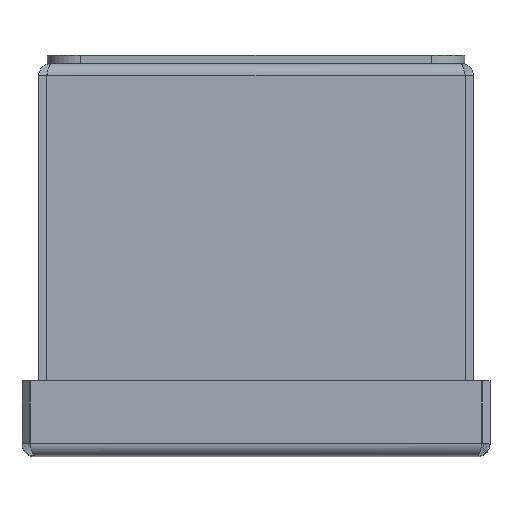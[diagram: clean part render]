
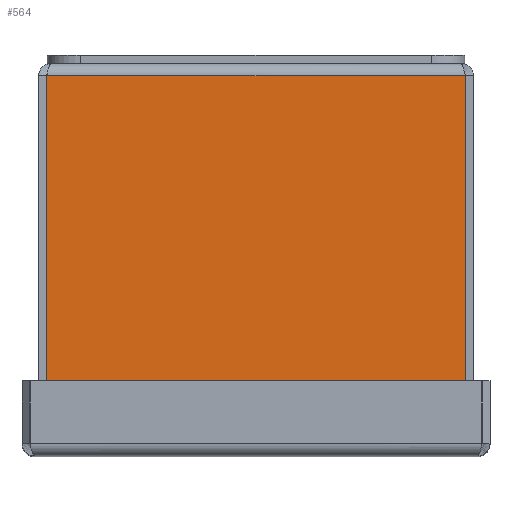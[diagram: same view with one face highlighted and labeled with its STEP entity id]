
A CAD part, top view. The second image highlights one B-rep face of the part: STEP entity #564.
In plain terms, the highlighted planar face has unit normal (0, 0, 1).
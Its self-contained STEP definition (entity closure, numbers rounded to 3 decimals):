
#564 = ADVANCED_FACE( '', ( #1289 ), #1290, .F. );
#1289 = FACE_OUTER_BOUND( '', #2329, .T. );
#1290 = PLANE( '', #2330 );
#2329 = EDGE_LOOP( '', ( #3808, #3809, #3810, #3811 ) );
#2330 = AXIS2_PLACEMENT_3D( '', #3812, #3813, #3814 );
#3808 = ORIENTED_EDGE( '', *, *, #6495, .T. );
#3809 = ORIENTED_EDGE( '', *, *, #6545, .T. );
#3810 = ORIENTED_EDGE( '', *, *, #6546, .F. );
#3811 = ORIENTED_EDGE( '', *, *, #6547, .T. );
#3812 = CARTESIAN_POINT( '', ( 276.073, 0., 44.45 ) );
#3813 = DIRECTION( '', ( 0., 0., -1. ) );
#3814 = DIRECTION( '', ( 0., 1., 0. ) );
#6495 = EDGE_CURVE( '', #7481, #7479, #7482, .T. );
#6545 = EDGE_CURVE( '', #7479, #7568, #7569, .T. );
#6546 = EDGE_CURVE( '', #7570, #7568, #7571, .T. );
#6547 = EDGE_CURVE( '', #7570, #7481, #7572, .T. );
#7479 = VERTEX_POINT( '', #8972 );
#7481 = VERTEX_POINT( '', #8974 );
#7482 = LINE( '', #8975, #8976 );
#7568 = VERTEX_POINT( '', #9133 );
#7569 = LINE( '', #9134, #9135 );
#7570 = VERTEX_POINT( '', #9136 );
#7571 = LINE( '', #9137, #9138 );
#7572 = LINE( '', #9139, #9140 );
#8972 = CARTESIAN_POINT( '', ( -39.748, -67.513, 44.45 ) );
#8974 = CARTESIAN_POINT( '', ( -39.748, -2.337, 44.45 ) );
#8975 = CARTESIAN_POINT( '', ( -39.748, -2.337, 44.45 ) );
#8976 = VECTOR( '', #11882, 1000. );
#9133 = CARTESIAN_POINT( '', ( 39.748, -67.513, 44.45 ) );
#9134 = CARTESIAN_POINT( '', ( -39.748, -67.513, 44.45 ) );
#9135 = VECTOR( '', #11916, 1000. );
#9136 = CARTESIAN_POINT( '', ( 39.748, -2.337, 44.45 ) );
#9137 = CARTESIAN_POINT( '', ( 39.748, -2.337, 44.45 ) );
#9138 = VECTOR( '', #11917, 1000. );
#9139 = CARTESIAN_POINT( '', ( 276.073, -2.337, 44.45 ) );
#9140 = VECTOR( '', #11918, 1000. );
#11882 = DIRECTION( '', ( 0., -1., 0. ) );
#11916 = DIRECTION( '', ( 1., 0., 0. ) );
#11917 = DIRECTION( '', ( 0., -1., 0. ) );
#11918 = DIRECTION( '', ( -1., 0., 0. ) );
